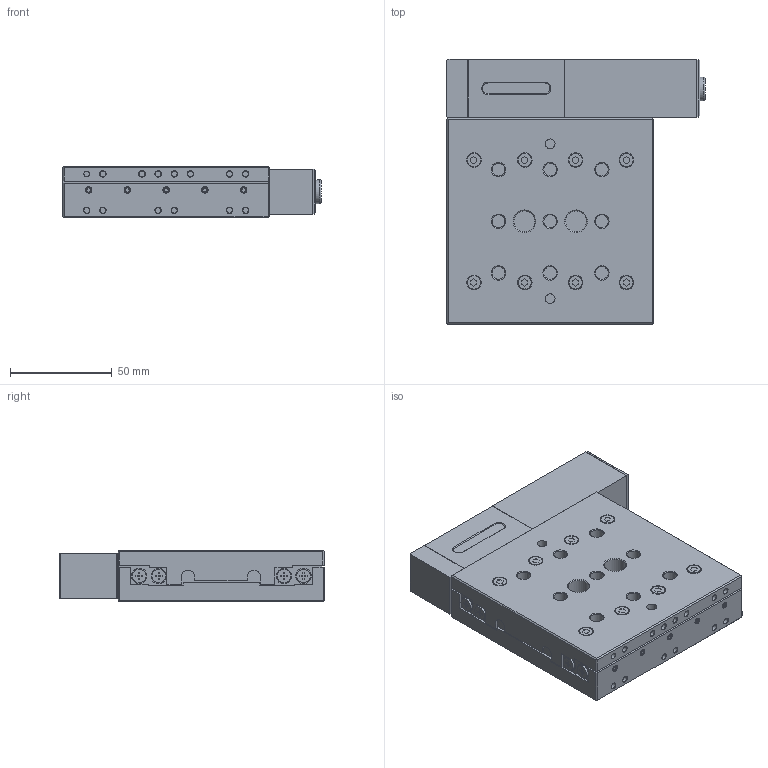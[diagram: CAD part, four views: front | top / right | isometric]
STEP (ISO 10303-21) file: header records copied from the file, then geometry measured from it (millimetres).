
FILE_DESCRIPTION((''),'2;1');
FILE_NAME('100cri-r.stp','2013-03-06T13:55:08',('JC'),(''),'Autodesk Inventor 11','Autodesk Inventor 11','');
FILE_SCHEMA(('AUTOMOTIVE_DESIGN { 1 0 10303 214 1 1 1 1 }'));
Length unit declared in the file: inch
Products named in the file (1): 100cri-r1
Bounding box: 127 x 130.46 x 25.4 mm (x, y, z)
Volume: 331403.5 mm3; surface area: 48483.3 mm2
Topology: 1 solids, 1 shells, 618 faces, 1486 edges, 991 vertices
Faces by surface type: plane 472, cylinder 72, cone 64, bspline 9, torus 1
Full cylindrical faces by diameter (mm): 2.845 x6, 4.788 x3, 6.35 x15, 6.68 x8, 6.756 x3, 7.137 x16, 7.62 x4, 10.312 x5, 11.735 x1
Entity records: 16996 total; most frequent: CARTESIAN_POINT 3203, DIRECTION 2755, ORIENTED_EDGE 2598, EDGE_CURVE 1299, VECTOR 1051, LINE 1051, VERTEX_POINT 936, EDGE_LOOP 873
